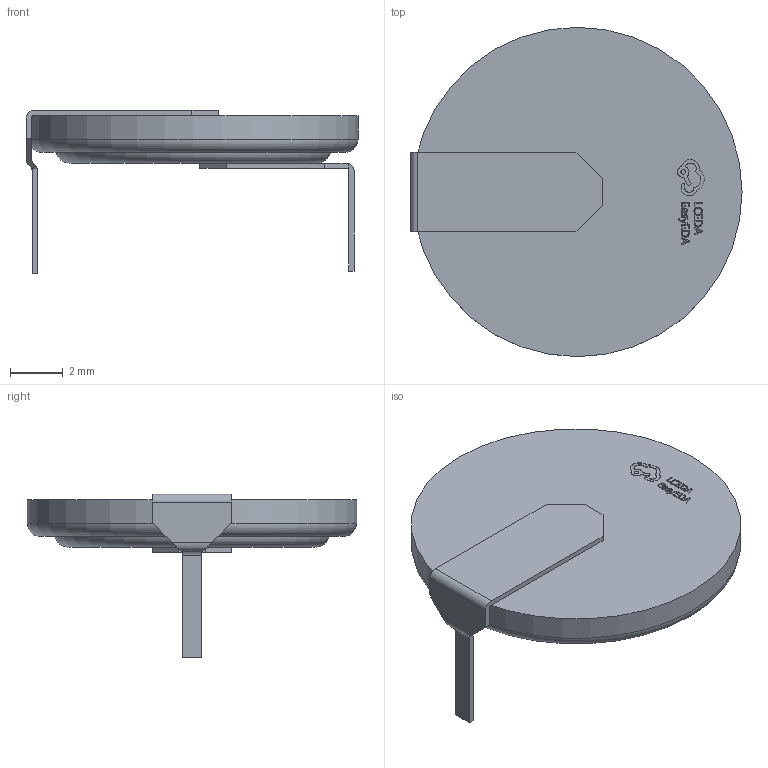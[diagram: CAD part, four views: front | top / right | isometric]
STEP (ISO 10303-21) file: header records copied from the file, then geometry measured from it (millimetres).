
FILE_DESCRIPTION(/* description */ (''),/* implementation_level */ '2;1');
FILE_NAME(/* name */ 'CR1220.step',/* time_stamp */ '2023-07-03T15:32:07+08:00',/* author */ (''),/* organization */ (''),/* preprocessor_version */ 'ST-DEVELOPER v19.2',/* originating_system */ 'Autodesk Translation Framework v12.6.0.85',/* authorisation */ '');
FILE_SCHEMA (('AUTOMOTIVE_DESIGN { 1 0 10303 214 3 1 1 }'));
Length unit declared in the file: millimetre
Products named in the file (5): (未保存); COMPOUND; U1; BAT-TH_CR1220-12; COMPOUND (1)
Assembly tree (4 placements, depth 4):
  (未保存)
    COMPOUND
    U1
      BAT-TH_CR1220-12
        COMPOUND (1)
Bounding box: 12.6 x 12.5 x 6.2 mm (x, y, z)
Volume: 211.5 mm3; surface area: 402.2 mm2
Topology: 3 solids, 3 shells, 271 faces, 732 edges, 487 vertices
Faces by surface type: plane 163, bspline 98, cylinder 8, torus 2
Full cylindrical faces by diameter (mm): 12.5 x1
Entity records: 9378 total; most frequent: CARTESIAN_POINT 2541, ORIENTED_EDGE 1464, DIRECTION 1095, EDGE_CURVE 732, LINE 509, VECTOR 509, VERTEX_POINT 487, AXIS2_PLACEMENT_3D 293
